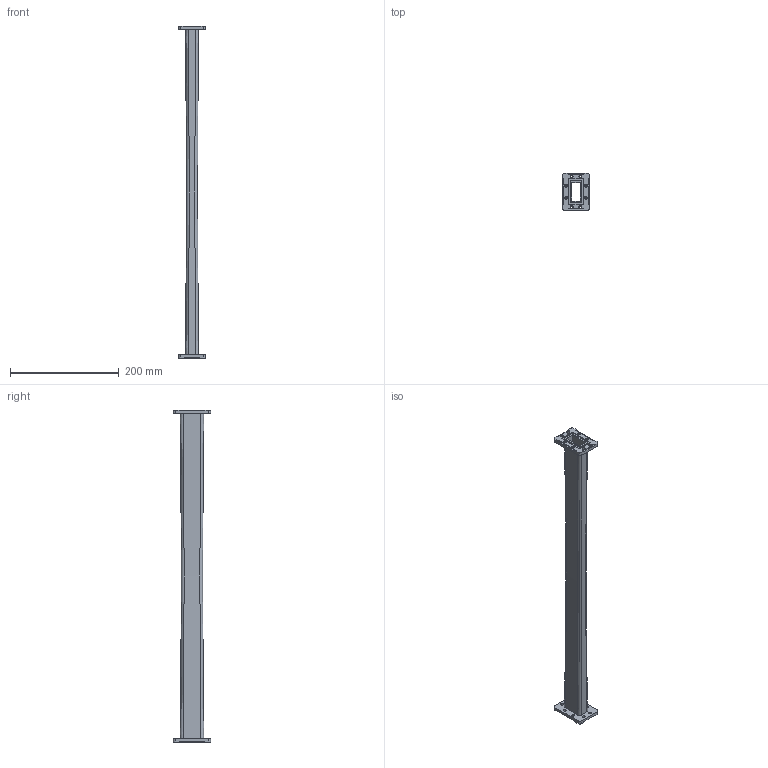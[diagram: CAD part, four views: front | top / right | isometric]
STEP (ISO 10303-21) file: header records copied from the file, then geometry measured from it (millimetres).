
FILE_DESCRIPTION (( 'STEP AP203' ), '1' );
FILE_NAME ('SMW137SF006-24_3D.step', '2022-03-17T16:57:04', ( '' ), ( '' ), 'SwSTEP 2.0', 'SolidWorks 2021', '' );
FILE_SCHEMA (( 'CONFIG_CONTROL_DESIGN' ));
Length unit declared in the file: inch
Products named in the file (1): SMW137SF006-24_3D
Bounding box: 49.2 x 68.25 x 609.6 mm (x, y, z)
Volume: 197615.6 mm3; surface area: 144760.2 mm2
Topology: 1 solids, 1 shells, 116 faces, 324 edges, 216 vertices
Faces by surface type: plane 68, cylinder 40, bspline 8
Full cylindrical faces by diameter (mm): 5.029 x16
Entity records: 4471 total; most frequent: CARTESIAN_POINT 1377, ORIENTED_EDGE 616, DIRECTION 590, EDGE_CURVE 308, VERTEX_POINT 216, VECTOR 212, LINE 212, AXIS2_PLACEMENT_3D 189
